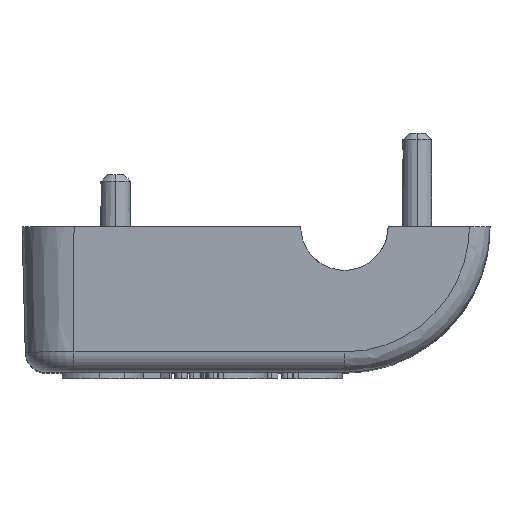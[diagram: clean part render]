
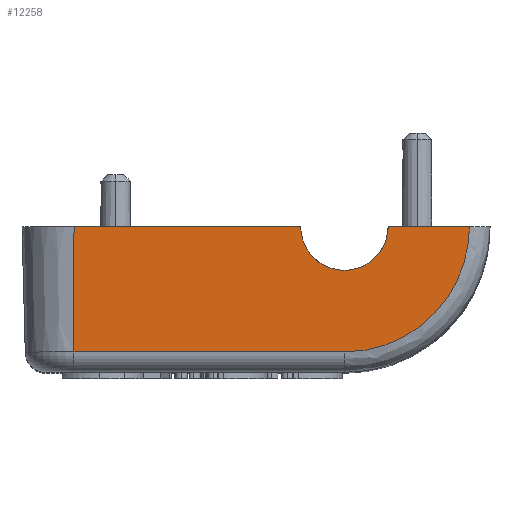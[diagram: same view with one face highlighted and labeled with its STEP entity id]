
A CAD part, top view. The second image highlights one B-rep face of the part: STEP entity #12258.
In plain terms, the highlighted planar face has unit normal (0, -0.026, 1).
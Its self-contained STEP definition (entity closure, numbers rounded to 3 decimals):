
#78 = LINE ( 'NONE', #5421, #10966 ) ;
#170 = DIRECTION ( 'NONE',  ( -1., 0., 0. ) ) ;
#609 = CARTESIAN_POINT ( 'NONE',  ( 0., -6.026, -5.158 ) ) ;
#696 =( BOUNDED_CURVE ( )  B_SPLINE_CURVE ( 3, ( #4481, #8613, #5503, #12869 ),
 .UNSPECIFIED., .F., .T. ) 
 B_SPLINE_CURVE_WITH_KNOTS ( ( 4, 4 ),
 ( 3.142, 4.717 ),
 .UNSPECIFIED. ) 
 CURVE ( )  GEOMETRIC_REPRESENTATION_ITEM ( )  RATIONAL_B_SPLINE_CURVE ( ( 1., 0.804, 0.804, 1. ) ) 
 REPRESENTATION_ITEM ( '' )  );
#894 = ORIENTED_EDGE ( 'NONE', *, *, #13661, .T. ) ;
#1398 = ORIENTED_EDGE ( 'NONE', *, *, #10825, .F. ) ;
#1402 = DIRECTION ( 'NONE',  ( 0., -1., -0.026 ) ) ;
#2129 = CARTESIAN_POINT ( 'NONE',  ( -2.1, -4.2, -5.11 ) ) ;
#2421 = VECTOR ( 'NONE', #10684, 1000. ) ;
#2439 = DIRECTION ( 'NONE',  ( 1., 0., 0. ) ) ;
#2552 = VERTEX_POINT ( 'NONE', #3994 ) ;
#3204 = EDGE_CURVE ( 'NONE', #8680, #8488, #12471, .T. ) ;
#3230 = VERTEX_POINT ( 'NONE', #5670 ) ;
#3521 = CARTESIAN_POINT ( 'NONE',  ( 0., -6.026, -5.158 ) ) ;
#3994 = CARTESIAN_POINT ( 'NONE',  ( 6., 0., -5. ) ) ;
#4213 = ORIENTED_EDGE ( 'NONE', *, *, #9232, .T. ) ;
#4415 = CARTESIAN_POINT ( 'NONE',  ( 0., 0., -5. ) ) ;
#4481 = CARTESIAN_POINT ( 'NONE',  ( 0., -6.026, -5.158 ) ) ;
#4523 = CARTESIAN_POINT ( 'NONE',  ( -13., 0., -5. ) ) ;
#5009 = VERTEX_POINT ( 'NONE', #11794 ) ;
#5093 = ORIENTED_EDGE ( 'NONE', *, *, #9891, .T. ) ;
#5421 = CARTESIAN_POINT ( 'NONE',  ( 0., 0., -5. ) ) ;
#5503 = CARTESIAN_POINT ( 'NONE',  ( 6.015, -3.527, -5.092 ) ) ;
#5670 = CARTESIAN_POINT ( 'NONE',  ( -2.1, 0., -5. ) ) ;
#5768 = AXIS2_PLACEMENT_3D ( 'NONE', #8298, #12548, #6246 ) ;
#6147 = ORIENTED_EDGE ( 'NONE', *, *, #3204, .T. ) ;
#6196 = VECTOR ( 'NONE', #1402, 1000. ) ;
#6246 = DIRECTION ( 'NONE',  ( 0., -1., -0.026 ) ) ;
#6350 = CARTESIAN_POINT ( 'NONE',  ( 2.1, 0., -5. ) ) ;
#6511 = VECTOR ( 'NONE', #2439, 1000. ) ;
#6953 =( BOUNDED_CURVE ( )  B_SPLINE_CURVE ( 3, ( #9480, #2129, #12654, #6350 ),
 .UNSPECIFIED., .F., .F. ) 
 B_SPLINE_CURVE_WITH_KNOTS ( ( 4, 4 ),
 ( 1.571, 4.712 ),
 .UNSPECIFIED. ) 
 CURVE ( )  GEOMETRIC_REPRESENTATION_ITEM ( )  RATIONAL_B_SPLINE_CURVE ( ( 1., 0.333, 0.333, 1. ) ) 
 REPRESENTATION_ITEM ( '' )  );
#7544 = FACE_OUTER_BOUND ( 'NONE', #10236, .T. ) ;
#7987 = EDGE_CURVE ( 'NONE', #8488, #12579, #12779, .T. ) ;
#8298 = CARTESIAN_POINT ( 'NONE',  ( 0., 0., -5. ) ) ;
#8488 = VERTEX_POINT ( 'NONE', #9984 ) ;
#8613 = CARTESIAN_POINT ( 'NONE',  ( 3.527, -6.026, -5.158 ) ) ;
#8680 = VERTEX_POINT ( 'NONE', #4523 ) ;
#8738 = CARTESIAN_POINT ( 'NONE',  ( -13., 0., -5. ) ) ;
#9232 = EDGE_CURVE ( 'NONE', #3230, #8680, #10807, .T. ) ;
#9371 = PLANE ( 'NONE',  #5768 ) ;
#9480 = CARTESIAN_POINT ( 'NONE',  ( -2.1, 0., -5. ) ) ;
#9891 = EDGE_CURVE ( 'NONE', #2552, #5009, #78, .T. ) ;
#9984 = CARTESIAN_POINT ( 'NONE',  ( -13., -6.026, -5.158 ) ) ;
#10236 = EDGE_LOOP ( 'NONE', ( #1398, #4213, #6147, #12140, #894, #5093 ) ) ;
#10684 = DIRECTION ( 'NONE',  ( -1., 0., 0. ) ) ;
#10807 = LINE ( 'NONE', #4415, #2421 ) ;
#10825 = EDGE_CURVE ( 'NONE', #3230, #5009, #6953, .T. ) ;
#10966 = VECTOR ( 'NONE', #170, 1000. ) ;
#11794 = CARTESIAN_POINT ( 'NONE',  ( 2.1, 0., -5. ) ) ;
#12140 = ORIENTED_EDGE ( 'NONE', *, *, #7987, .T. ) ;
#12258 = ADVANCED_FACE ( 'NONE', ( #7544 ), #9371, .T. ) ;
#12471 = LINE ( 'NONE', #8738, #6196 ) ;
#12548 = DIRECTION ( 'NONE',  ( 0., -0.026, 1. ) ) ;
#12579 = VERTEX_POINT ( 'NONE', #609 ) ;
#12654 = CARTESIAN_POINT ( 'NONE',  ( 2.1, -4.2, -5.11 ) ) ;
#12779 = LINE ( 'NONE', #3521, #6511 ) ;
#12869 = CARTESIAN_POINT ( 'NONE',  ( 6., 0., -5. ) ) ;
#13661 = EDGE_CURVE ( 'NONE', #12579, #2552, #696, .T. ) ;
